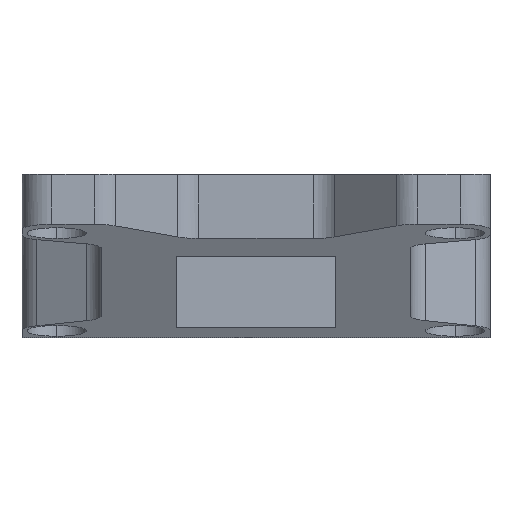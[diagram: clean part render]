
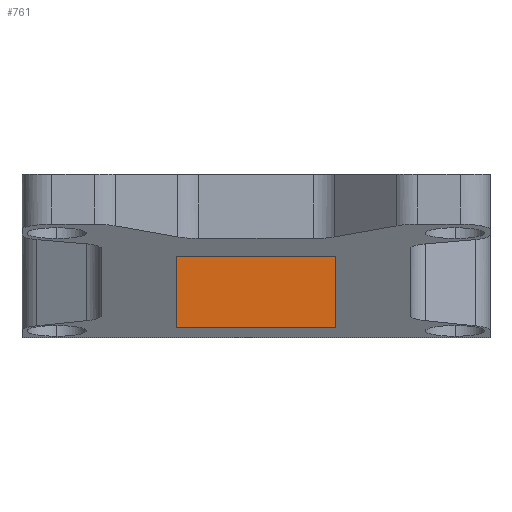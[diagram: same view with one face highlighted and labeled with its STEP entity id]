
A CAD part, top view. The second image highlights one B-rep face of the part: STEP entity #761.
In plain terms, the highlighted planar face has unit normal (0, 0, 1).
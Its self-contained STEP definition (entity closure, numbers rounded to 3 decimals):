
#4 = DIRECTION ( 'NONE',  ( -1., 0., 0. ) ) ;
#43 = VECTOR ( 'NONE', #1415, 1000. ) ;
#57 = CARTESIAN_POINT ( 'NONE',  ( 8., 5., 22. ) ) ;
#59 = VERTEX_POINT ( 'NONE', #57 ) ;
#76 = CARTESIAN_POINT ( 'NONE',  ( -8., -10.25, 22. ) ) ;
#129 = EDGE_CURVE ( 'NONE', #2416, #938, #1529, .T. ) ;
#165 = ORIENTED_EDGE ( 'NONE', *, *, #2294, .T. ) ;
#413 = VECTOR ( 'NONE', #2345, 1000. ) ;
#421 = ORIENTED_EDGE ( 'NONE', *, *, #1838, .T. ) ;
#422 = CARTESIAN_POINT ( 'NONE',  ( 8., -10.25, 22. ) ) ;
#603 = LINE ( 'NONE', #2383, #2669 ) ;
#761 = ADVANCED_FACE ( 'NONE', ( #2198 ), #2463, .F. ) ;
#841 = CARTESIAN_POINT ( 'NONE',  ( 8., -11.263, 22. ) ) ;
#892 = DIRECTION ( 'NONE',  ( -1., 0., 0. ) ) ;
#938 = VERTEX_POINT ( 'NONE', #2174 ) ;
#1056 = CARTESIAN_POINT ( 'NONE',  ( -8., -11.263, 22. ) ) ;
#1064 = DIRECTION ( 'NONE',  ( 0., 1., 0. ) ) ;
#1286 = EDGE_CURVE ( 'NONE', #2179, #2416, #603, .T. ) ;
#1415 = DIRECTION ( 'NONE',  ( -1., 0., 0. ) ) ;
#1529 = LINE ( 'NONE', #1056, #413 ) ;
#1695 = EDGE_LOOP ( 'NONE', ( #165, #421, #2325, #2208 ) ) ;
#1838 = EDGE_CURVE ( 'NONE', #59, #938, #1890, .T. ) ;
#1890 = LINE ( 'NONE', #2298, #43 ) ;
#1956 = VECTOR ( 'NONE', #1064, 1000. ) ;
#2174 = CARTESIAN_POINT ( 'NONE',  ( -8., 5., 22. ) ) ;
#2179 = VERTEX_POINT ( 'NONE', #422 ) ;
#2198 = FACE_OUTER_BOUND ( 'NONE', #1695, .T. ) ;
#2208 = ORIENTED_EDGE ( 'NONE', *, *, #1286, .F. ) ;
#2234 = AXIS2_PLACEMENT_3D ( 'NONE', #2816, #2563, #4 ) ;
#2294 = EDGE_CURVE ( 'NONE', #2179, #59, #2661, .T. ) ;
#2298 = CARTESIAN_POINT ( 'NONE',  ( -8., 5., 22. ) ) ;
#2325 = ORIENTED_EDGE ( 'NONE', *, *, #129, .F. ) ;
#2345 = DIRECTION ( 'NONE',  ( 0., 1., 0. ) ) ;
#2383 = CARTESIAN_POINT ( 'NONE',  ( 23.5, -10.25, 22. ) ) ;
#2416 = VERTEX_POINT ( 'NONE', #76 ) ;
#2463 = PLANE ( 'NONE',  #2234 ) ;
#2563 = DIRECTION ( 'NONE',  ( 0., 0., -1. ) ) ;
#2661 = LINE ( 'NONE', #841, #1956 ) ;
#2669 = VECTOR ( 'NONE', #892, 1000. ) ;
#2816 = CARTESIAN_POINT ( 'NONE',  ( -8., -11.263, 22. ) ) ;
